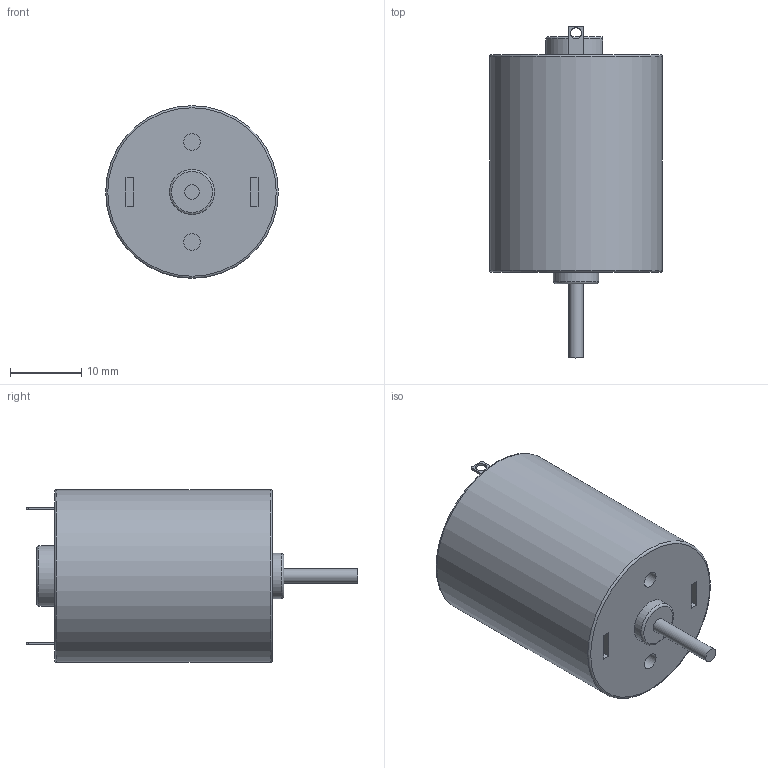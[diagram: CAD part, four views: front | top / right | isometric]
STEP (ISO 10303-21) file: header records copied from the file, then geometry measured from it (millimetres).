
FILE_DESCRIPTION(('FreeCAD Model'),'2;1');
FILE_NAME('Open CASCADE Shape Model','2022-08-09T20:55:42',(''),(''), 'Open CASCADE STEP processor 7.5','FreeCAD','Unknown');
FILE_SCHEMA(('AUTOMOTIVE_DESIGN { 1 0 10303 214 1 1 1 1 }'));
Length unit declared in the file: millimetre
Products named in the file (1): Body
Bounding box: 24.2 x 46.5 x 24.2 mm (x, y, z)
Volume: 14202 mm3; surface area: 3515.1 mm2
Topology: 1 solids, 1 shells, 44 faces, 96 edges, 63 vertices
Faces by surface type: plane 28, cylinder 12, torus 4
Full cylindrical faces by diameter (mm): 1.6 x2, 2 x1, 2.3 x2, 6.35 x1, 24.2 x1
Entity records: 2555 total; most frequent: CARTESIAN_POINT 650, DIRECTION 325, ORIENTED_EDGE 192, PCURVE 192, DEFINITIONAL_REPRESENTATION 192, LINE 165, VECTOR 165, EDGE_CURVE 96
